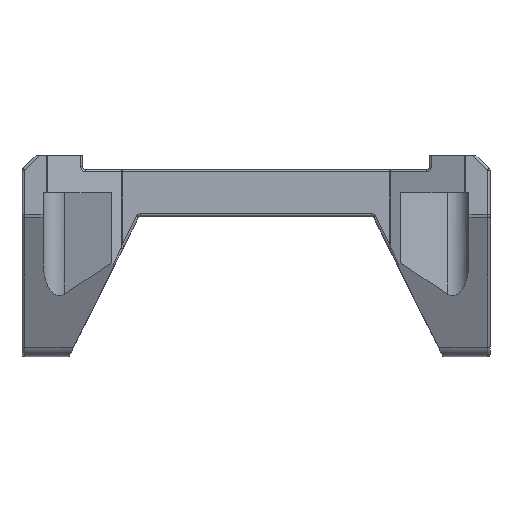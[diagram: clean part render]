
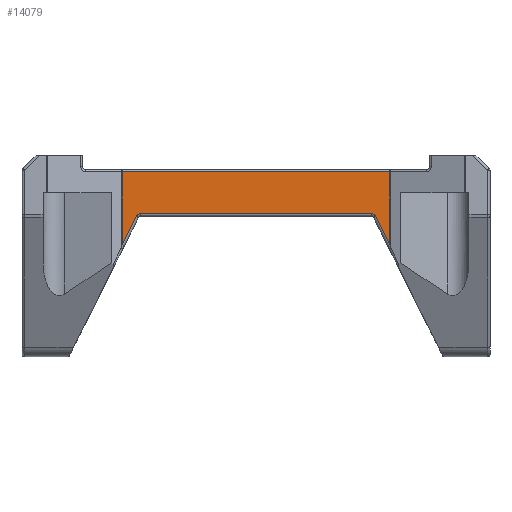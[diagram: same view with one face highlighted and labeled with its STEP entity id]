
A CAD part, top view. The second image highlights one B-rep face of the part: STEP entity #14079.
In plain terms, the highlighted planar face has unit normal (0, 0, 1).
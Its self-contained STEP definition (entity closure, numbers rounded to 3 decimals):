
#82 = VERTEX_POINT ( 'NONE', #9204 ) ;
#114 = DIRECTION ( 'NONE',  ( 0.447, 0.894, 0. ) ) ;
#310 = EDGE_CURVE ( 'NONE', #9745, #14124, #11108, .T. ) ;
#319 = AXIS2_PLACEMENT_3D ( 'NONE', #7701, #13435, #3670 ) ;
#1252 = PLANE ( 'NONE',  #3641 ) ;
#1312 = VECTOR ( 'NONE', #114, 1000. ) ;
#1326 = CARTESIAN_POINT ( 'NONE',  ( -28.603, 10., 21.2 ) ) ;
#1644 = VECTOR ( 'NONE', #4083, 1000. ) ;
#2052 = ORIENTED_EDGE ( 'NONE', *, *, #3331, .F. ) ;
#2495 = CARTESIAN_POINT ( 'NONE',  ( 28.603, 10., 21.2 ) ) ;
#2628 = VERTEX_POINT ( 'NONE', #6484 ) ;
#2691 = DIRECTION ( 'NONE',  ( -1., 0., 0. ) ) ;
#2963 = EDGE_CURVE ( 'NONE', #8057, #9745, #7774, .T. ) ;
#3171 = CARTESIAN_POINT ( 'NONE',  ( 0., 0.5, 21.2 ) ) ;
#3250 = LINE ( 'NONE', #3171, #14694 ) ;
#3331 = EDGE_CURVE ( 'NONE', #2628, #82, #15817, .T. ) ;
#3442 = CIRCLE ( 'NONE', #319, 1. ) ;
#3585 = ORIENTED_EDGE ( 'NONE', *, *, #2963, .T. ) ;
#3641 = AXIS2_PLACEMENT_3D ( 'NONE', #7786, #6539, #6439 ) ;
#3670 = DIRECTION ( 'NONE',  ( -1., 0., 0. ) ) ;
#3710 = EDGE_CURVE ( 'NONE', #10814, #82, #3250, .T. ) ;
#3836 = CARTESIAN_POINT ( 'NONE',  ( -28.603, 9.5, 21.2 ) ) ;
#4083 = DIRECTION ( 'NONE',  ( 0., -1., 0. ) ) ;
#4337 = EDGE_LOOP ( 'NONE', ( #3585, #10613, #5487, #16657, #8588, #10594, #2052, #9770 ) ) ;
#5316 = VERTEX_POINT ( 'NONE', #15567 ) ;
#5440 = CARTESIAN_POINT ( 'NONE',  ( 28.603, 9.5, 21.2 ) ) ;
#5487 = ORIENTED_EDGE ( 'NONE', *, *, #7292, .T. ) ;
#6439 = DIRECTION ( 'NONE',  ( -1., 0., 0. ) ) ;
#6454 = VECTOR ( 'NONE', #12282, 1000. ) ;
#6484 = CARTESIAN_POINT ( 'NONE',  ( 25.585, -0.053, 21.2 ) ) ;
#6539 = DIRECTION ( 'NONE',  ( 0., 0., -1. ) ) ;
#6697 = EDGE_CURVE ( 'NONE', #10814, #5316, #3442, .T. ) ;
#6976 = CARTESIAN_POINT ( 'NONE',  ( 28.603, -6.089, 21.2 ) ) ;
#7292 = EDGE_CURVE ( 'NONE', #14124, #12933, #12655, .T. ) ;
#7701 = CARTESIAN_POINT ( 'NONE',  ( -24.691, -0.5, 21.2 ) ) ;
#7774 = LINE ( 'NONE', #2495, #9144 ) ;
#7786 = CARTESIAN_POINT ( 'NONE',  ( 0., 10., 21.2 ) ) ;
#8057 = VERTEX_POINT ( 'NONE', #6976 ) ;
#8328 = CARTESIAN_POINT ( 'NONE',  ( -28.603, -6.089, 21.2 ) ) ;
#8588 = ORIENTED_EDGE ( 'NONE', *, *, #6697, .F. ) ;
#8814 = VECTOR ( 'NONE', #2691, 1000. ) ;
#9144 = VECTOR ( 'NONE', #13154, 1000. ) ;
#9204 = CARTESIAN_POINT ( 'NONE',  ( 24.691, 0.5, 21.2 ) ) ;
#9745 = VERTEX_POINT ( 'NONE', #5440 ) ;
#9770 = ORIENTED_EDGE ( 'NONE', *, *, #14820, .T. ) ;
#10000 = CARTESIAN_POINT ( 'NONE',  ( 24.691, -0.5, 21.2 ) ) ;
#10084 = DIRECTION ( 'NONE',  ( 0., 0., 1. ) ) ;
#10594 = ORIENTED_EDGE ( 'NONE', *, *, #3710, .T. ) ;
#10613 = ORIENTED_EDGE ( 'NONE', *, *, #310, .T. ) ;
#10650 = FACE_OUTER_BOUND ( 'NONE', #4337, .T. ) ;
#10814 = VERTEX_POINT ( 'NONE', #15713 ) ;
#11108 = LINE ( 'NONE', #14946, #8814 ) ;
#11824 = AXIS2_PLACEMENT_3D ( 'NONE', #10000, #10084, #16881 ) ;
#12282 = DIRECTION ( 'NONE',  ( 0.447, -0.894, 0. ) ) ;
#12488 = DIRECTION ( 'NONE',  ( 1., 0., 0. ) ) ;
#12655 = LINE ( 'NONE', #1326, #1644 ) ;
#12933 = VERTEX_POINT ( 'NONE', #8328 ) ;
#13154 = DIRECTION ( 'NONE',  ( 0., 1., 0. ) ) ;
#13435 = DIRECTION ( 'NONE',  ( 0., 0., 1. ) ) ;
#13716 = CARTESIAN_POINT ( 'NONE',  ( -16.447, 18.224, 21.2 ) ) ;
#14079 = ADVANCED_FACE ( 'NONE', ( #10650 ), #1252, .F. ) ;
#14124 = VERTEX_POINT ( 'NONE', #3836 ) ;
#14694 = VECTOR ( 'NONE', #12488, 1000. ) ;
#14787 = LINE ( 'NONE', #13716, #1312 ) ;
#14820 = EDGE_CURVE ( 'NONE', #2628, #8057, #16119, .T. ) ;
#14864 = EDGE_CURVE ( 'NONE', #12933, #5316, #14787, .T. ) ;
#14946 = CARTESIAN_POINT ( 'NONE',  ( -28.692, 9.5, 21.2 ) ) ;
#15567 = CARTESIAN_POINT ( 'NONE',  ( -25.585, -0.053, 21.2 ) ) ;
#15713 = CARTESIAN_POINT ( 'NONE',  ( -24.691, 0.5, 21.2 ) ) ;
#15817 = CIRCLE ( 'NONE', #11824, 1. ) ;
#16040 = CARTESIAN_POINT ( 'NONE',  ( 29.139, -7.16, 21.2 ) ) ;
#16119 = LINE ( 'NONE', #16040, #6454 ) ;
#16657 = ORIENTED_EDGE ( 'NONE', *, *, #14864, .T. ) ;
#16881 = DIRECTION ( 'NONE',  ( -1., 0., 0. ) ) ;
